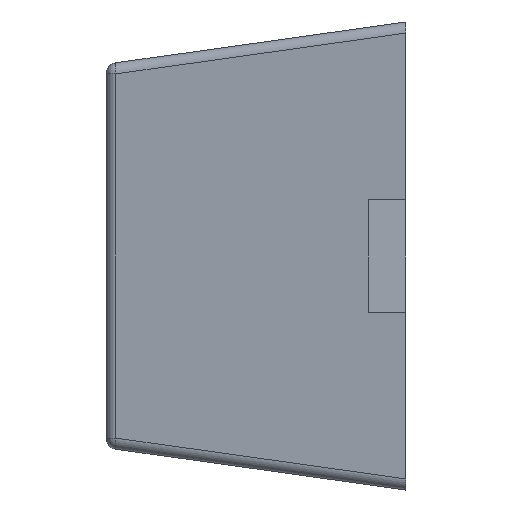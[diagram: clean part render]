
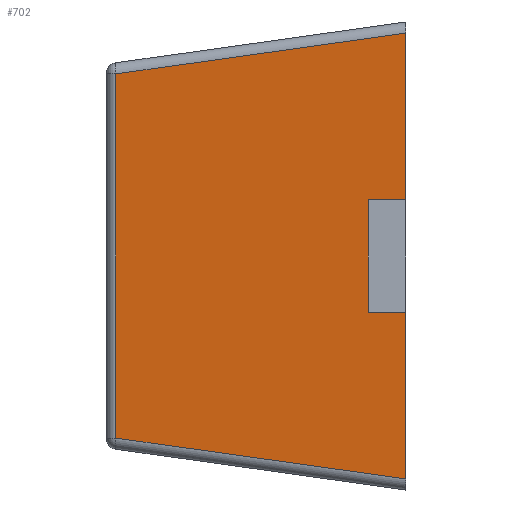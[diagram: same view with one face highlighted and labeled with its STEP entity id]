
A CAD part, left-side view. The second image highlights one B-rep face of the part: STEP entity #702.
In plain terms, the highlighted planar face has unit normal (-0.99, 0.139, 0).
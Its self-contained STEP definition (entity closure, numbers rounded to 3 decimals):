
#64 = DIRECTION ( 'NONE',  ( 0., 0., -1. ) ) ;
#74 = DIRECTION ( 'NONE',  ( -0.139, -0.99, 0. ) ) ;
#96 = EDGE_LOOP ( 'NONE', ( #624, #429, #114, #815 ) ) ;
#114 = ORIENTED_EDGE ( 'NONE', *, *, #721, .T. ) ;
#119 = CARTESIAN_POINT ( 'NONE',  ( -0.926, -0.004, -0.596 ) ) ;
#123 = LINE ( 'NONE', #432, #407 ) ;
#154 = PLANE ( 'NONE',  #1039 ) ;
#202 = CARTESIAN_POINT ( 'NONE',  ( -0.816, 0.774, 0.486 ) ) ;
#206 = VERTEX_POINT ( 'NONE', #202 ) ;
#310 = VERTEX_POINT ( 'NONE', #479 ) ;
#343 = DIRECTION ( 'NONE',  ( 0.138, 0.981, -0.138 ) ) ;
#403 = CARTESIAN_POINT ( 'NONE',  ( -0.925, 0., -0.625 ) ) ;
#407 = VECTOR ( 'NONE', #343, 1000. ) ;
#410 = DIRECTION ( 'NONE',  ( 0., 0., 1. ) ) ;
#429 = ORIENTED_EDGE ( 'NONE', *, *, #939, .T. ) ;
#432 = CARTESIAN_POINT ( 'NONE',  ( -0.902, 0.165, 0.572 ) ) ;
#461 = VECTOR ( 'NONE', #64, 1000. ) ;
#468 = CARTESIAN_POINT ( 'NONE',  ( -0.925, 0., 0.595 ) ) ;
#473 = EDGE_CURVE ( 'NONE', #697, #675, #695, .T. ) ;
#479 = CARTESIAN_POINT ( 'NONE',  ( -0.816, 0.774, -0.486 ) ) ;
#501 = VECTOR ( 'NONE', #410, 1000. ) ;
#570 = DIRECTION ( 'NONE',  ( -0.99, 0.139, 0. ) ) ;
#617 = LINE ( 'NONE', #119, #722 ) ;
#624 = ORIENTED_EDGE ( 'NONE', *, *, #473, .T. ) ;
#627 = EDGE_CURVE ( 'NONE', #310, #697, #617, .T. ) ;
#675 = VERTEX_POINT ( 'NONE', #468 ) ;
#695 = LINE ( 'NONE', #1087, #501 ) ;
#697 = VERTEX_POINT ( 'NONE', #891 ) ;
#702 = ADVANCED_FACE ( 'NONE', ( #1088 ), #154, .T. ) ;
#721 = EDGE_CURVE ( 'NONE', #206, #310, #1075, .T. ) ;
#722 = VECTOR ( 'NONE', #788, 1000. ) ;
#738 = CARTESIAN_POINT ( 'NONE',  ( -0.816, 0.774, -0.513 ) ) ;
#788 = DIRECTION ( 'NONE',  ( -0.138, -0.981, -0.138 ) ) ;
#815 = ORIENTED_EDGE ( 'NONE', *, *, #627, .T. ) ;
#891 = CARTESIAN_POINT ( 'NONE',  ( -0.925, 0., -0.595 ) ) ;
#939 = EDGE_CURVE ( 'NONE', #675, #206, #123, .T. ) ;
#1039 = AXIS2_PLACEMENT_3D ( 'NONE', #403, #570, #74 ) ;
#1075 = LINE ( 'NONE', #738, #461 ) ;
#1087 = CARTESIAN_POINT ( 'NONE',  ( -0.925, 0., -0.625 ) ) ;
#1088 = FACE_OUTER_BOUND ( 'NONE', #96, .T. ) ;
